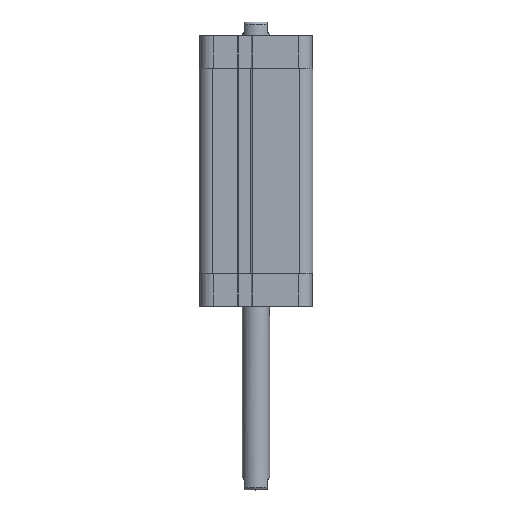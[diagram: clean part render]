
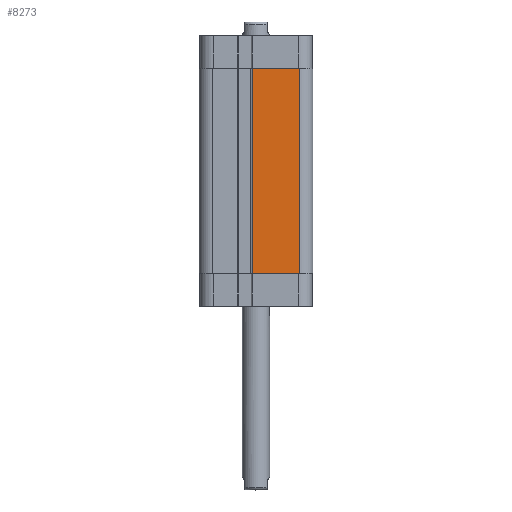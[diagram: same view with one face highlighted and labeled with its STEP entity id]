
A CAD part, top view. The second image highlights one B-rep face of the part: STEP entity #8273.
In plain terms, the highlighted planar face has unit normal (0, 0, 1).
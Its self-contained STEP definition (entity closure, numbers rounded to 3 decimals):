
#5978=CARTESIAN_POINT('',(19.05,-45.25,25.05));
#5979=VERTEX_POINT('',#5978);
#5987=CARTESIAN_POINT('',(-1.75,-45.25,25.05));
#5988=VERTEX_POINT('',#5987);
#5989=CARTESIAN_POINT('',(-1.75,-45.25,25.05));
#5990=DIRECTION('',(1.0,0.0,0.0));
#5991=VECTOR('',#5990,20.8);
#5992=LINE('',#5989,#5991);
#5993=EDGE_CURVE('',#5988,#5979,#5992,.T.);
#7755=CARTESIAN_POINT('',(-1.75,45.25,25.05));
#7756=VERTEX_POINT('',#7755);
#7764=CARTESIAN_POINT('',(19.05,45.25,25.05));
#7765=VERTEX_POINT('',#7764);
#7766=CARTESIAN_POINT('',(19.05,45.25,25.05));
#7767=DIRECTION('',(-1.0,0.0,0.0));
#7768=VECTOR('',#7767,20.8);
#7769=LINE('',#7766,#7768);
#7770=EDGE_CURVE('',#7765,#7756,#7769,.T.);
#8241=CARTESIAN_POINT('',(19.05,-45.25,25.05));
#8242=DIRECTION('',(0.0,1.0,0.0));
#8243=VECTOR('',#8242,90.5);
#8244=LINE('',#8241,#8243);
#8245=EDGE_CURVE('',#5979,#7765,#8244,.T.);
#8257=CARTESIAN_POINT('',(19.05,0.0,25.05));
#8258=DIRECTION('',(0.0,0.0,1.0));
#8259=DIRECTION('',(1.0,0.0,0.0));
#8260=AXIS2_PLACEMENT_3D('',#8257,#8258,#8259);
#8261=PLANE('',#8260);
#8262=ORIENTED_EDGE('',*,*,#7770,.T.);
#8263=CARTESIAN_POINT('',(-1.75,-45.25,25.05));
#8264=DIRECTION('',(0.0,1.0,0.0));
#8265=VECTOR('',#8264,90.5);
#8266=LINE('',#8263,#8265);
#8267=EDGE_CURVE('',#5988,#7756,#8266,.T.);
#8268=ORIENTED_EDGE('',*,*,#8267,.F.);
#8269=ORIENTED_EDGE('',*,*,#5993,.T.);
#8270=ORIENTED_EDGE('',*,*,#8245,.T.);
#8271=EDGE_LOOP('',(#8262,#8268,#8269,#8270));
#8272=FACE_OUTER_BOUND('',#8271,.T.);
#8273=ADVANCED_FACE('',(#8272),#8261,.T.);
